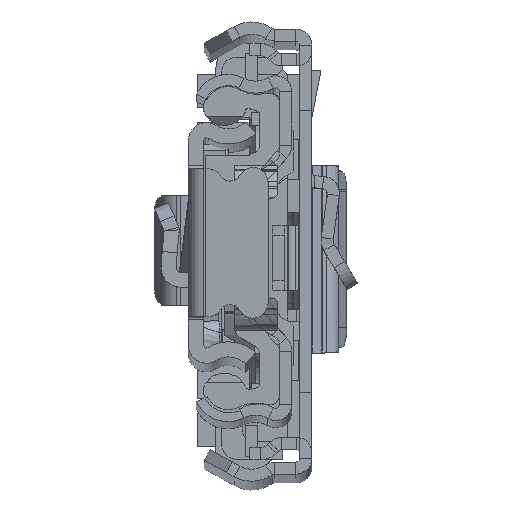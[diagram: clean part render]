
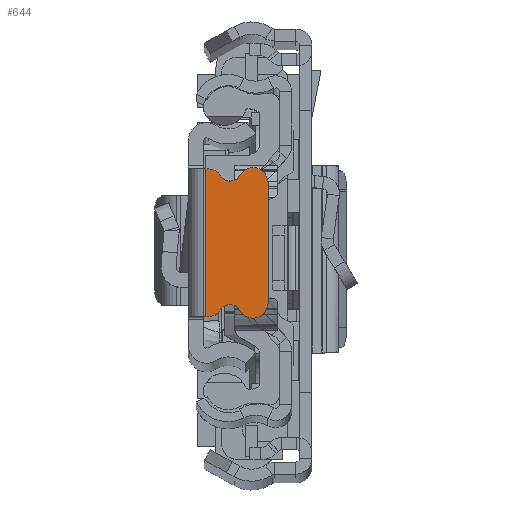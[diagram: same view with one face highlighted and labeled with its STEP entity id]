
A CAD part, top view. The second image highlights one B-rep face of the part: STEP entity #644.
In plain terms, the highlighted planar face has unit normal (0, 0, 1).
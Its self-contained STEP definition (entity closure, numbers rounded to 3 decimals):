
#119 = EDGE_CURVE ( 'NONE', #10061, #763, #11275, .T. ) ;
#533 = CIRCLE ( 'NONE', #29242, 1.5 ) ;
#644 = ADVANCED_FACE ( 'NONE', ( #23944 ), #21830, .T. ) ;
#716 = DIRECTION ( 'NONE',  ( -1., 0., 0. ) ) ;
#763 = VERTEX_POINT ( 'NONE', #30412 ) ;
#824 = DIRECTION ( 'NONE',  ( -1., 0., 0. ) ) ;
#2016 = AXIS2_PLACEMENT_3D ( 'NONE', #27690, #14187, #716 ) ;
#2188 = VERTEX_POINT ( 'NONE', #17161 ) ;
#2266 = EDGE_CURVE ( 'NONE', #20974, #763, #30002, .T. ) ;
#2363 = VECTOR ( 'NONE', #824, 1000. ) ;
#2650 = AXIS2_PLACEMENT_3D ( 'NONE', #17650, #17478, #12002 ) ;
#2710 = VERTEX_POINT ( 'NONE', #32987 ) ;
#3189 = CIRCLE ( 'NONE', #8288, 1.5 ) ;
#3522 = ORIENTED_EDGE ( 'NONE', *, *, #119, .F. ) ;
#4405 = CARTESIAN_POINT ( 'NONE',  ( -3.206, -6.658, 0. ) ) ;
#5683 = CARTESIAN_POINT ( 'NONE',  ( -1.929, -5.87, 0. ) ) ;
#6433 = VECTOR ( 'NONE', #15630, 1000. ) ;
#7255 = ORIENTED_EDGE ( 'NONE', *, *, #21371, .T. ) ;
#7784 = EDGE_LOOP ( 'NONE', ( #20207, #9040, #15091, #25606, #18058, #7255, #27568, #11098, #8037, #3522 ) ) ;
#8037 = ORIENTED_EDGE ( 'NONE', *, *, #2266, .T. ) ;
#8288 = AXIS2_PLACEMENT_3D ( 'NONE', #16816, #11337, #33303 ) ;
#8471 = DIRECTION ( 'NONE',  ( 1., 0., 0. ) ) ;
#8892 = DIRECTION ( 'NONE',  ( 0., 0., -1. ) ) ;
#9040 = ORIENTED_EDGE ( 'NONE', *, *, #26294, .F. ) ;
#10061 = VERTEX_POINT ( 'NONE', #12899 ) ;
#10067 = CARTESIAN_POINT ( 'NONE',  ( -5.109, 6.713, 0. ) ) ;
#10132 = VERTEX_POINT ( 'NONE', #29542 ) ;
#10369 = LINE ( 'NONE', #21100, #29845 ) ;
#11098 = ORIENTED_EDGE ( 'NONE', *, *, #19263, .T. ) ;
#11150 = DIRECTION ( 'NONE',  ( 0., 0., 1. ) ) ;
#11275 = LINE ( 'NONE', #27617, #2363 ) ;
#11337 = DIRECTION ( 'NONE',  ( 0., 0., 1. ) ) ;
#11530 = DIRECTION ( 'NONE',  ( 1., 0., 0. ) ) ;
#11684 = VERTEX_POINT ( 'NONE', #21001 ) ;
#12002 = DIRECTION ( 'NONE',  ( 1., 0., 0. ) ) ;
#12014 = EDGE_CURVE ( 'NONE', #33322, #22085, #25065, .T. ) ;
#12606 = LINE ( 'NONE', #34209, #6433 ) ;
#12692 = EDGE_CURVE ( 'NONE', #2710, #32415, #3189, .T. ) ;
#12899 = CARTESIAN_POINT ( 'NONE',  ( -1.75, -7.37, 0. ) ) ;
#14129 = AXIS2_PLACEMENT_3D ( 'NONE', #14370, #8892, #25390 ) ;
#14187 = DIRECTION ( 'NONE',  ( 0., 0., 1. ) ) ;
#14370 = CARTESIAN_POINT ( 'NONE',  ( -4.142, -7.236, 0. ) ) ;
#15091 = ORIENTED_EDGE ( 'NONE', *, *, #12692, .T. ) ;
#15630 = DIRECTION ( 'NONE',  ( 0., -1., 0. ) ) ;
#16816 = CARTESIAN_POINT ( 'NONE',  ( -1.929, 5.87, 0. ) ) ;
#16965 = CARTESIAN_POINT ( 'NONE',  ( -7.929, 6., 0. ) ) ;
#17161 = CARTESIAN_POINT ( 'NONE',  ( -7.929, -6., 0. ) ) ;
#17478 = DIRECTION ( 'NONE',  ( 0., 0., -1. ) ) ;
#17650 = CARTESIAN_POINT ( 'NONE',  ( -4.142, 7.236, 0. ) ) ;
#17910 = CIRCLE ( 'NONE', #2650, 1.1 ) ;
#18058 = ORIENTED_EDGE ( 'NONE', *, *, #12014, .T. ) ;
#19263 = EDGE_CURVE ( 'NONE', #11684, #20974, #30362, .T. ) ;
#20207 = ORIENTED_EDGE ( 'NONE', *, *, #26317, .F. ) ;
#20974 = VERTEX_POINT ( 'NONE', #4405 ) ;
#21001 = CARTESIAN_POINT ( 'NONE',  ( -5.109, -6.713, 0. ) ) ;
#21086 = AXIS2_PLACEMENT_3D ( 'NONE', #5683, #11150, #27135 ) ;
#21100 = CARTESIAN_POINT ( 'NONE',  ( -1.75, 0., 0. ) ) ;
#21371 = EDGE_CURVE ( 'NONE', #22085, #2188, #12606, .T. ) ;
#21454 = CARTESIAN_POINT ( 'NONE',  ( -3.206, 6.658, 0. ) ) ;
#21830 = PLANE ( 'NONE',  #29929 ) ;
#22005 = VECTOR ( 'NONE', #26859, 1000. ) ;
#22085 = VERTEX_POINT ( 'NONE', #16965 ) ;
#23944 = FACE_OUTER_BOUND ( 'NONE', #7784, .T. ) ;
#25065 = CIRCLE ( 'NONE', #2016, 1.5 ) ;
#25236 = EDGE_CURVE ( 'NONE', #2188, #11684, #533, .T. ) ;
#25390 = DIRECTION ( 'NONE',  ( -1., 0., 0. ) ) ;
#25606 = ORIENTED_EDGE ( 'NONE', *, *, #33286, .T. ) ;
#26294 = EDGE_CURVE ( 'NONE', #2710, #10132, #28819, .T. ) ;
#26317 = EDGE_CURVE ( 'NONE', #10132, #10061, #10369, .T. ) ;
#26859 = DIRECTION ( 'NONE',  ( 1., 0., 0. ) ) ;
#27135 = DIRECTION ( 'NONE',  ( 1., 0., 0. ) ) ;
#27568 = ORIENTED_EDGE ( 'NONE', *, *, #25236, .T. ) ;
#27617 = CARTESIAN_POINT ( 'NONE',  ( -1.929, -7.37, 0. ) ) ;
#27682 = CARTESIAN_POINT ( 'NONE',  ( -6.429, -6., 0. ) ) ;
#27690 = CARTESIAN_POINT ( 'NONE',  ( -6.429, 6., 0. ) ) ;
#28819 = LINE ( 'NONE', #29322, #22005 ) ;
#29242 = AXIS2_PLACEMENT_3D ( 'NONE', #27682, #33487, #11530 ) ;
#29322 = CARTESIAN_POINT ( 'NONE',  ( -1.929, 7.37, 0. ) ) ;
#29542 = CARTESIAN_POINT ( 'NONE',  ( -1.75, 7.37, 0. ) ) ;
#29845 = VECTOR ( 'NONE', #31789, 1000. ) ;
#29929 = AXIS2_PLACEMENT_3D ( 'NONE', #32542, #34670, #8471 ) ;
#30002 = CIRCLE ( 'NONE', #21086, 1.5 ) ;
#30362 = CIRCLE ( 'NONE', #14129, 1.1 ) ;
#30412 = CARTESIAN_POINT ( 'NONE',  ( -1.929, -7.37, 0. ) ) ;
#31789 = DIRECTION ( 'NONE',  ( 0., -1., 0. ) ) ;
#32415 = VERTEX_POINT ( 'NONE', #21454 ) ;
#32542 = CARTESIAN_POINT ( 'NONE',  ( 492.771, 0., 0. ) ) ;
#32987 = CARTESIAN_POINT ( 'NONE',  ( -1.929, 7.37, 0. ) ) ;
#33286 = EDGE_CURVE ( 'NONE', #32415, #33322, #17910, .T. ) ;
#33303 = DIRECTION ( 'NONE',  ( -1., 0., 0. ) ) ;
#33322 = VERTEX_POINT ( 'NONE', #10067 ) ;
#33487 = DIRECTION ( 'NONE',  ( 0., 0., 1. ) ) ;
#34209 = CARTESIAN_POINT ( 'NONE',  ( -7.929, -6., 0. ) ) ;
#34670 = DIRECTION ( 'NONE',  ( 0., 0., 1. ) ) ;
